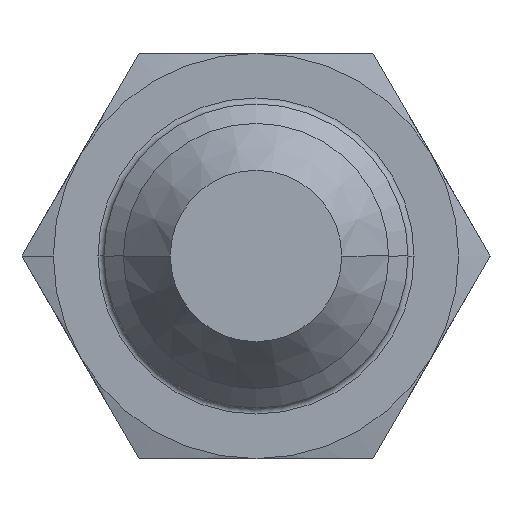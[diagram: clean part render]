
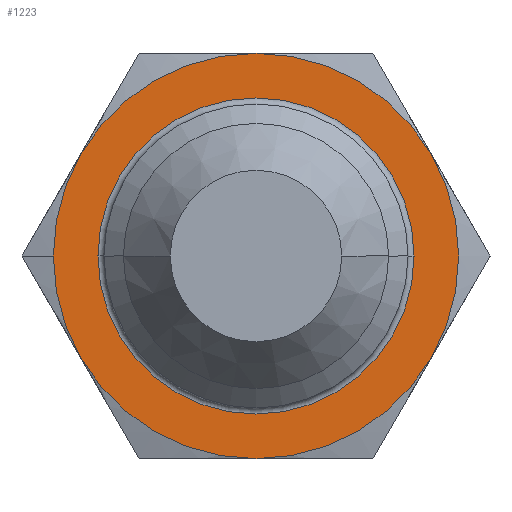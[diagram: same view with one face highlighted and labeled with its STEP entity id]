
A CAD part, left-side view. The second image highlights one B-rep face of the part: STEP entity #1223.
In plain terms, the highlighted planar face has unit normal (-1, 0, 0).
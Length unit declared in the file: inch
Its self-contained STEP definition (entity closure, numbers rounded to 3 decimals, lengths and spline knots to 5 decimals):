
#102 = EDGE_CURVE ( 'NONE', #1391, #4286, #2388, .T. ) ;
#105 = AXIS2_PLACEMENT_3D ( 'NONE', #3961, #2334, #975 ) ;
#121 = DIRECTION ( 'NONE',  ( -1., 0., 0. ) ) ;
#218 = CARTESIAN_POINT ( 'NONE',  ( 0.657, 0.39, 0. ) ) ;
#274 = EDGE_CURVE ( 'NONE', #3159, #1320, #1604, .T. ) ;
#294 = ORIENTED_EDGE ( 'NONE', *, *, #439, .T. ) ;
#300 = ORIENTED_EDGE ( 'NONE', *, *, #1539, .T. ) ;
#303 = CIRCLE ( 'NONE', #2017, 0.39 ) ;
#410 = AXIS2_PLACEMENT_3D ( 'NONE', #3834, #436, #4137 ) ;
#433 = DIRECTION ( 'NONE',  ( 0., -1., 0. ) ) ;
#436 = DIRECTION ( 'NONE',  ( 1., 0., 0. ) ) ;
#439 = EDGE_CURVE ( 'NONE', #1196, #4292, #1373, .T. ) ;
#448 = CARTESIAN_POINT ( 'NONE',  ( 0.657, -0.39, 0. ) ) ;
#476 = ORIENTED_EDGE ( 'NONE', *, *, #3342, .T. ) ;
#503 = DIRECTION ( 'NONE',  ( 0., -1., 0. ) ) ;
#635 = DIRECTION ( 'NONE',  ( -1., 0., 0. ) ) ;
#682 = CARTESIAN_POINT ( 'NONE',  ( 0.657, 0., 0. ) ) ;
#804 = CARTESIAN_POINT ( 'NONE',  ( 0.657, 0.5, 0. ) ) ;
#830 = CIRCLE ( 'NONE', #1966, 0.5 ) ;
#907 = CARTESIAN_POINT ( 'NONE',  ( 0.657, -0.43301, 0.25 ) ) ;
#975 = DIRECTION ( 'NONE',  ( 0., -1., 0. ) ) ;
#1003 = ORIENTED_EDGE ( 'NONE', *, *, #274, .F. ) ;
#1026 = VERTEX_POINT ( 'NONE', #3098 ) ;
#1066 = AXIS2_PLACEMENT_3D ( 'NONE', #3873, #1790, #2147 ) ;
#1196 = VERTEX_POINT ( 'NONE', #2444 ) ;
#1223 = ADVANCED_FACE ( 'NONE', ( #4237, #2443 ), #3788, .F. ) ;
#1231 = AXIS2_PLACEMENT_3D ( 'NONE', #1832, #3545, #503 ) ;
#1287 = EDGE_LOOP ( 'NONE', ( #2959, #4034, #2705, #476, #300, #294, #2172 ) ) ;
#1305 = DIRECTION ( 'NONE',  ( 0., -1., 0. ) ) ;
#1317 = AXIS2_PLACEMENT_3D ( 'NONE', #3235, #2951, #2252 ) ;
#1320 = VERTEX_POINT ( 'NONE', #218 ) ;
#1373 = CIRCLE ( 'NONE', #1231, 0.5 ) ;
#1380 = AXIS2_PLACEMENT_3D ( 'NONE', #1417, #121, #433 ) ;
#1391 = VERTEX_POINT ( 'NONE', #1499 ) ;
#1417 = CARTESIAN_POINT ( 'NONE',  ( 0.657, 0., 0. ) ) ;
#1499 = CARTESIAN_POINT ( 'NONE',  ( 0.657, 0.43301, 0.25 ) ) ;
#1539 = EDGE_CURVE ( 'NONE', #1026, #1196, #2887, .T. ) ;
#1604 = CIRCLE ( 'NONE', #1380, 0.39 ) ;
#1629 = CIRCLE ( 'NONE', #2462, 0.5 ) ;
#1639 = CARTESIAN_POINT ( 'NONE',  ( 0.657, 0., 0. ) ) ;
#1790 = DIRECTION ( 'NONE',  ( -1., 0., 0. ) ) ;
#1832 = CARTESIAN_POINT ( 'NONE',  ( 0.657, 0., 0. ) ) ;
#1947 = DIRECTION ( 'NONE',  ( 0., -1., 0. ) ) ;
#1966 = AXIS2_PLACEMENT_3D ( 'NONE', #2081, #2452, #2781 ) ;
#1992 = VERTEX_POINT ( 'NONE', #907 ) ;
#2017 = AXIS2_PLACEMENT_3D ( 'NONE', #4008, #635, #3658 ) ;
#2081 = CARTESIAN_POINT ( 'NONE',  ( 0.657, 0., 0. ) ) ;
#2147 = DIRECTION ( 'NONE',  ( 0., -1., 0. ) ) ;
#2172 = ORIENTED_EDGE ( 'NONE', *, *, #2441, .T. ) ;
#2251 = EDGE_LOOP ( 'NONE', ( #1003, #3645 ) ) ;
#2252 = DIRECTION ( 'NONE',  ( 0., -1., 0. ) ) ;
#2295 = AXIS2_PLACEMENT_3D ( 'NONE', #1639, #4318, #1305 ) ;
#2334 = DIRECTION ( 'NONE',  ( -1., 0., 0. ) ) ;
#2364 = CARTESIAN_POINT ( 'NONE',  ( 0.657, 0., 0.5 ) ) ;
#2388 = CIRCLE ( 'NONE', #2295, 0.5 ) ;
#2441 = EDGE_CURVE ( 'NONE', #4292, #1992, #3520, .T. ) ;
#2443 = FACE_OUTER_BOUND ( 'NONE', #1287, .T. ) ;
#2444 = CARTESIAN_POINT ( 'NONE',  ( 0.657, 0., -0.5 ) ) ;
#2452 = DIRECTION ( 'NONE',  ( -1., 0., 0. ) ) ;
#2462 = AXIS2_PLACEMENT_3D ( 'NONE', #682, #3007, #1947 ) ;
#2557 = EDGE_CURVE ( 'NONE', #1320, #3159, #303, .T. ) ;
#2705 = ORIENTED_EDGE ( 'NONE', *, *, #102, .T. ) ;
#2781 = DIRECTION ( 'NONE',  ( 0., -1., 0. ) ) ;
#2887 = CIRCLE ( 'NONE', #105, 0.5 ) ;
#2951 = DIRECTION ( 'NONE',  ( -1., 0., 0. ) ) ;
#2959 = ORIENTED_EDGE ( 'NONE', *, *, #3900, .T. ) ;
#3007 = DIRECTION ( 'NONE',  ( -1., 0., 0. ) ) ;
#3096 = EDGE_CURVE ( 'NONE', #3716, #1391, #830, .T. ) ;
#3098 = CARTESIAN_POINT ( 'NONE',  ( 0.657, 0.43301, -0.25 ) ) ;
#3159 = VERTEX_POINT ( 'NONE', #448 ) ;
#3235 = CARTESIAN_POINT ( 'NONE',  ( 0.657, 0., 0. ) ) ;
#3342 = EDGE_CURVE ( 'NONE', #4286, #1026, #4205, .T. ) ;
#3520 = CIRCLE ( 'NONE', #1317, 0.5 ) ;
#3545 = DIRECTION ( 'NONE',  ( -1., 0., 0. ) ) ;
#3645 = ORIENTED_EDGE ( 'NONE', *, *, #2557, .F. ) ;
#3658 = DIRECTION ( 'NONE',  ( 0., -1., 0. ) ) ;
#3716 = VERTEX_POINT ( 'NONE', #2364 ) ;
#3788 = PLANE ( 'NONE',  #410 ) ;
#3834 = CARTESIAN_POINT ( 'NONE',  ( 0.657, 0.5, 0. ) ) ;
#3873 = CARTESIAN_POINT ( 'NONE',  ( 0.657, 0., 0. ) ) ;
#3900 = EDGE_CURVE ( 'NONE', #1992, #3716, #1629, .T. ) ;
#3961 = CARTESIAN_POINT ( 'NONE',  ( 0.657, 0., 0. ) ) ;
#4008 = CARTESIAN_POINT ( 'NONE',  ( 0.657, 0., 0. ) ) ;
#4034 = ORIENTED_EDGE ( 'NONE', *, *, #3096, .T. ) ;
#4137 = DIRECTION ( 'NONE',  ( 0., 1., 0. ) ) ;
#4193 = CARTESIAN_POINT ( 'NONE',  ( 0.657, -0.43301, -0.25 ) ) ;
#4205 = CIRCLE ( 'NONE', #1066, 0.5 ) ;
#4237 = FACE_BOUND ( 'NONE', #2251, .T. ) ;
#4286 = VERTEX_POINT ( 'NONE', #804 ) ;
#4292 = VERTEX_POINT ( 'NONE', #4193 ) ;
#4318 = DIRECTION ( 'NONE',  ( -1., 0., 0. ) ) ;
